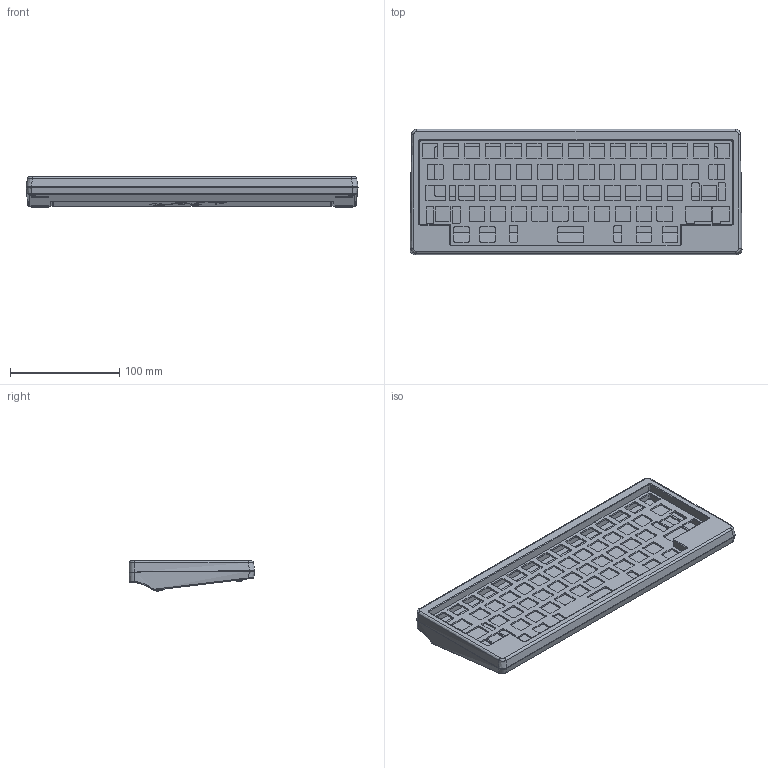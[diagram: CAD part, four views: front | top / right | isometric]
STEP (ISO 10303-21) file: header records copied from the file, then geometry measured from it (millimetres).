
FILE_DESCRIPTION(/* description */ (''),/* implementation_level */ '2;1');
FILE_NAME(/* name */ 'Vero_Render_Model.step',/* time_stamp */ '2023-08-27T13:47:38+01:00',/* author */ (''),/* organization */ (''),/* preprocessor_version */ 'ST-DEVELOPER v19.2',/* originating_system */ 'Autodesk Translation Framework v11.17.0.187',/* authorisation */ '');
FILE_SCHEMA (('AUTOMOTIVE_DESIGN { 1 0 10303 214 3 1 1 }'));
Products named in the file (5): gutted render version; V2 - Top; V2 - Plate v1; V2 - Weight v1; V2 - Bottom
Assembly tree (4 placements, depth 2):
  gutted render version
    V2 - Top
    V2 - Plate v1
    V2 - Weight v1
    V2 - Bottom
Bounding box: 303.57 x 114.68 x 27.84 mm (x, y, z)
Volume: 307217.1 mm3; surface area: 163554.2 mm2
Topology: 4 solids, 4 shells, 1229 faces, 3478 edges, 2277 vertices
Faces by surface type: cylinder 459, plane 448, bspline 280, torus 26, cone 16
Full cylindrical faces by diameter (mm): 2.529 x1, 3.5 x4
Entity records: 46524 total; most frequent: CARTESIAN_POINT 14949, ORIENTED_EDGE 6956, DIRECTION 6080, EDGE_CURVE 3478, VERTEX_POINT 2277, AXIS2_PLACEMENT_3D 2074, LINE 1932, VECTOR 1932
